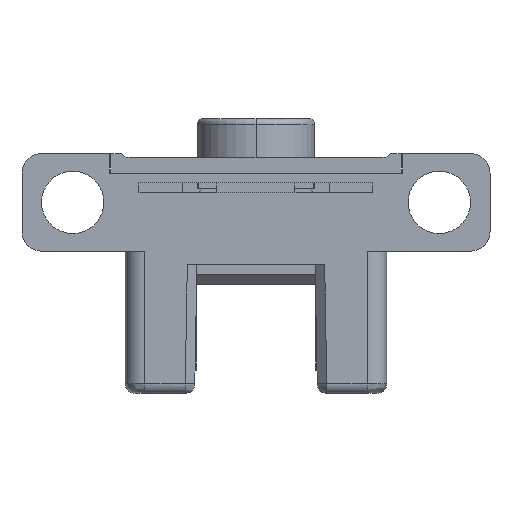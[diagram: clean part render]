
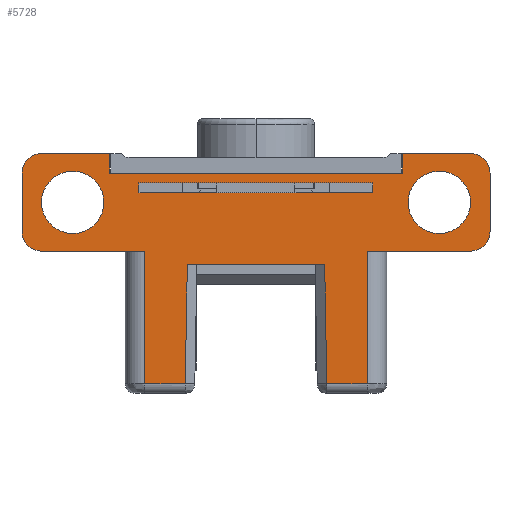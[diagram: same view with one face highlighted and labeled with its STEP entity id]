
A CAD part, front view. The second image highlights one B-rep face of the part: STEP entity #5728.
In plain terms, the highlighted planar face has unit normal (0, -1, 0).
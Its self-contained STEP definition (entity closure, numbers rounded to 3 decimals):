
#3059=DIRECTION('',(0.,0.,1.));
#3060=VECTOR('',#3059,1.);
#3061=CARTESIAN_POINT('',(7.5,-3.,5.2));
#3062=LINE('',#3061,#3060);
#3063=DIRECTION('',(1.,0.,0.));
#3064=VECTOR('',#3063,3.5);
#3065=CARTESIAN_POINT('',(7.5,-3.,6.2));
#3066=LINE('',#3065,#3064);
#3067=CARTESIAN_POINT('',(11.,-3.,5.2));
#3068=DIRECTION('',(0.,1.,0.));
#3069=DIRECTION('',(0.,0.,1.));
#3070=AXIS2_PLACEMENT_3D('',#3067,#3068,#3069);
#3072=DIRECTION('',(0.,0.,-1.));
#3073=VECTOR('',#3072,3.);
#3074=CARTESIAN_POINT('',(12.,-3.,5.2));
#3075=LINE('',#3074,#3073);
#3076=CARTESIAN_POINT('',(11.,-3.,2.2));
#3077=DIRECTION('',(0.,1.,0.));
#3078=DIRECTION('',(1.,0.,0.));
#3079=AXIS2_PLACEMENT_3D('',#3076,#3077,#3078);
#3081=DIRECTION('',(-0.017,0.,1.));
#3082=VECTOR('',#3081,6.101);
#3083=CARTESIAN_POINT('',(3.629,-3.,
-5.6));
#3084=LINE('',#3083,#3082);
#3085=DIRECTION('',(-1.,0.,0.));
#3086=VECTOR('',#3085,7.045);
#3087=CARTESIAN_POINT('',(3.523,-3.,0.5));
#3088=LINE('',#3087,#3086);
#3089=DIRECTION('',(-0.017,0.,-1.));
#3090=VECTOR('',#3089,6.101);
#3091=CARTESIAN_POINT('',(-3.523,-3.,0.5));
#3092=LINE('',#3091,#3090);
#3093=DIRECTION('',(-1.,0.,0.));
#3094=VECTOR('',#3093,5.3);
#3095=CARTESIAN_POINT('',(-5.7,-3.,1.2));
#3096=LINE('',#3095,#3094);
#3097=CARTESIAN_POINT('',(-11.,-3.,2.2));
#3098=DIRECTION('',(0.,1.,0.));
#3099=DIRECTION('',(0.,0.,-1.));
#3100=AXIS2_PLACEMENT_3D('',#3097,#3098,#3099);
#3102=CARTESIAN_POINT('',(-11.,-3.,5.2));
#3103=DIRECTION('',(0.,1.,0.));
#3104=DIRECTION('',(-1.,0.,0.));
#3105=AXIS2_PLACEMENT_3D('',#3102,#3103,#3104);
#3107=DIRECTION('',(1.,0.,0.));
#3108=VECTOR('',#3107,15.);
#3109=CARTESIAN_POINT('',(-7.5,-3.,5.2));
#3110=LINE('',#3109,#3108);
#3111=CARTESIAN_POINT('',(-9.4,-3.,3.7));
#3112=DIRECTION('',(0.,-1.,0.));
#3113=DIRECTION('',(-1.,0.,0.));
#3114=AXIS2_PLACEMENT_3D('',#3111,#3112,#3113);
#3116=CARTESIAN_POINT('',(-9.4,-3.,3.7));
#3117=DIRECTION('',(0.,-1.,0.));
#3118=DIRECTION('',(1.,0.,0.));
#3119=AXIS2_PLACEMENT_3D('',#3116,#3117,#3118);
#3121=DIRECTION('',(1.,0.,0.));
#3122=VECTOR('',#3121,12.);
#3123=CARTESIAN_POINT('',(-6.,-3.,4.2));
#3124=LINE('',#3123,#3122);
#3125=DIRECTION('',(0.,0.,1.));
#3126=VECTOR('',#3125,0.5);
#3127=CARTESIAN_POINT('',(6.,-3.,4.2));
#3128=LINE('',#3127,#3126);
#3129=DIRECTION('',(-1.,0.,0.));
#3130=VECTOR('',#3129,12.);
#3131=CARTESIAN_POINT('',(6.,-3.,4.7));
#3132=LINE('',#3131,#3130);
#3133=CARTESIAN_POINT('',(9.4,-3.,3.7));
#3134=DIRECTION('',(0.,-1.,0.));
#3135=DIRECTION('',(-1.,0.,0.));
#3136=AXIS2_PLACEMENT_3D('',#3133,#3134,#3135);
#3138=CARTESIAN_POINT('',(9.4,-3.,3.7));
#3139=DIRECTION('',(0.,-1.,0.));
#3140=DIRECTION('',(1.,0.,0.));
#3141=AXIS2_PLACEMENT_3D('',#3138,#3139,#3140);
#3247=DIRECTION('',(0.,0.,1.));
#3248=VECTOR('',#3247,1.);
#3249=CARTESIAN_POINT('',(-7.5,-3.,5.2));
#3250=LINE('',#3249,#3248);
#3255=DIRECTION('',(-1.,0.,0.));
#3256=VECTOR('',#3255,3.5);
#3257=CARTESIAN_POINT('',(-7.5,-3.,6.2));
#3258=LINE('',#3257,#3256);
#3267=DIRECTION('',(0.,0.,-1.));
#3268=VECTOR('',#3267,3.);
#3269=CARTESIAN_POINT('',(-12.,-3.,5.2));
#3270=LINE('',#3269,#3268);
#3320=DIRECTION('',(0.,0.,-1.));
#3321=VECTOR('',#3320,6.8);
#3322=CARTESIAN_POINT('',(-5.7,-3.,1.2));
#3323=LINE('',#3322,#3321);
#3343=DIRECTION('',(1.,0.,0.));
#3344=VECTOR('',#3343,2.071);
#3345=CARTESIAN_POINT('',(-5.7,-3.,-5.6));
#3346=LINE('',#3345,#3344);
#3505=DIRECTION('',(1.,0.,0.));
#3506=VECTOR('',#3505,2.071);
#3507=CARTESIAN_POINT('',(3.629,-3.,
-5.6));
#3508=LINE('',#3507,#3506);
#3538=DIRECTION('',(0.,0.,1.));
#3539=VECTOR('',#3538,6.8);
#3540=CARTESIAN_POINT('',(5.7,-3.,-5.6));
#3541=LINE('',#3540,#3539);
#3555=DIRECTION('',(1.,0.,0.));
#3556=VECTOR('',#3555,5.3);
#3557=CARTESIAN_POINT('',(5.7,-3.,1.2));
#3558=LINE('',#3557,#3556);
#4285=DIRECTION('',(0.,0.,1.));
#4286=VECTOR('',#4285,0.5);
#4287=CARTESIAN_POINT('',(-6.,-3.,4.2));
#4288=LINE('',#4287,#4286);
#5055=CARTESIAN_POINT('',(7.5,-3.,5.2));
#5056=CARTESIAN_POINT('',(7.5,-3.,6.2));
#5057=VERTEX_POINT('',#5055);
#5058=VERTEX_POINT('',#5056);
#5059=CARTESIAN_POINT('',(11.,-3.,6.2));
#5060=VERTEX_POINT('',#5059);
#5061=CARTESIAN_POINT('',(12.,-3.,5.2));
#5062=VERTEX_POINT('',#5061);
#5063=CARTESIAN_POINT('',(12.,-3.,2.2));
#5064=VERTEX_POINT('',#5063);
#5065=CARTESIAN_POINT('',(11.,-3.,1.2));
#5066=VERTEX_POINT('',#5065);
#5067=CARTESIAN_POINT('',(5.7,-3.,1.2));
#5068=VERTEX_POINT('',#5067);
#5069=CARTESIAN_POINT('',(5.7,-3.,-5.6));
#5070=VERTEX_POINT('',#5069);
#5071=CARTESIAN_POINT('',(3.629,-3.,
-5.6));
#5072=VERTEX_POINT('',#5071);
#5073=CARTESIAN_POINT('',(3.523,-3.,0.5));
#5074=VERTEX_POINT('',#5073);
#5075=CARTESIAN_POINT('',(-3.523,-3.,0.5));
#5076=VERTEX_POINT('',#5075);
#5077=CARTESIAN_POINT('',(-3.629,-3.,
-5.6));
#5078=VERTEX_POINT('',#5077);
#5079=CARTESIAN_POINT('',(-5.7,-3.,-5.6));
#5080=VERTEX_POINT('',#5079);
#5081=CARTESIAN_POINT('',(-5.7,-3.,1.2));
#5082=VERTEX_POINT('',#5081);
#5083=CARTESIAN_POINT('',(-11.,-3.,1.2));
#5084=VERTEX_POINT('',#5083);
#5085=CARTESIAN_POINT('',(-12.,-3.,2.2));
#5086=VERTEX_POINT('',#5085);
#5087=CARTESIAN_POINT('',(-12.,-3.,5.2));
#5088=VERTEX_POINT('',#5087);
#5089=CARTESIAN_POINT('',(-11.,-3.,6.2));
#5090=VERTEX_POINT('',#5089);
#5091=CARTESIAN_POINT('',(-7.5,-3.,6.2));
#5092=VERTEX_POINT('',#5091);
#5093=CARTESIAN_POINT('',(-7.5,-3.,5.2));
#5094=VERTEX_POINT('',#5093);
#5095=CARTESIAN_POINT('',(-11.,-3.,3.7));
#5096=CARTESIAN_POINT('',(-7.8,-3.,3.7));
#5097=VERTEX_POINT('',#5095);
#5098=VERTEX_POINT('',#5096);
#5099=CARTESIAN_POINT('',(-6.,-3.,4.2));
#5100=CARTESIAN_POINT('',(6.,-3.,4.2));
#5101=VERTEX_POINT('',#5099);
#5102=VERTEX_POINT('',#5100);
#5103=CARTESIAN_POINT('',(6.,-3.,4.7));
#5104=VERTEX_POINT('',#5103);
#5105=CARTESIAN_POINT('',(-6.,-3.,4.7));
#5106=VERTEX_POINT('',#5105);
#5107=CARTESIAN_POINT('',(7.8,-3.,3.7));
#5108=CARTESIAN_POINT('',(11.,-3.,3.7));
#5109=VERTEX_POINT('',#5107);
#5110=VERTEX_POINT('',#5108);
#5659=CARTESIAN_POINT('',(0.,-3.,3.7));
#5660=DIRECTION('',(0.,1.,0.));
#5661=DIRECTION('',(1.,0.,0.));
#5662=AXIS2_PLACEMENT_3D('',#5659,#5660,#5661);
#5663=PLANE('',#5662);
#5665=ORIENTED_EDGE('',*,*,#5664,.T.);
#5667=ORIENTED_EDGE('',*,*,#5666,.T.);
#5669=ORIENTED_EDGE('',*,*,#5668,.T.);
#5671=ORIENTED_EDGE('',*,*,#5670,.T.);
#5673=ORIENTED_EDGE('',*,*,#5672,.T.);
#5675=ORIENTED_EDGE('',*,*,#5674,.F.);
#5677=ORIENTED_EDGE('',*,*,#5676,.F.);
#5679=ORIENTED_EDGE('',*,*,#5678,.F.);
#5681=ORIENTED_EDGE('',*,*,#5680,.T.);
#5683=ORIENTED_EDGE('',*,*,#5682,.T.);
#5685=ORIENTED_EDGE('',*,*,#5684,.T.);
#5687=ORIENTED_EDGE('',*,*,#5686,.F.);
#5689=ORIENTED_EDGE('',*,*,#5688,.F.);
#5691=ORIENTED_EDGE('',*,*,#5690,.T.);
#5693=ORIENTED_EDGE('',*,*,#5692,.T.);
#5695=ORIENTED_EDGE('',*,*,#5694,.F.);
#5697=ORIENTED_EDGE('',*,*,#5696,.T.);
#5699=ORIENTED_EDGE('',*,*,#5698,.F.);
#5701=ORIENTED_EDGE('',*,*,#5700,.F.);
#5703=ORIENTED_EDGE('',*,*,#5702,.T.);
#5704=EDGE_LOOP('',(#5665,#5667,#5669,#5671,#5673,#5675,#5677,#5679,#5681,#5683,
#5685,#5687,#5689,#5691,#5693,#5695,#5697,#5699,#5701,#5703));
#5705=FACE_OUTER_BOUND('',#5704,.F.);
#5707=ORIENTED_EDGE('',*,*,#5706,.T.);
#5709=ORIENTED_EDGE('',*,*,#5708,.T.);
#5710=EDGE_LOOP('',(#5707,#5709));
#5711=FACE_BOUND('',#5710,.F.);
#5713=ORIENTED_EDGE('',*,*,#5712,.T.);
#5715=ORIENTED_EDGE('',*,*,#5714,.T.);
#5717=ORIENTED_EDGE('',*,*,#5716,.T.);
#5719=ORIENTED_EDGE('',*,*,#5718,.F.);
#5720=EDGE_LOOP('',(#5713,#5715,#5717,#5719));
#5721=FACE_BOUND('',#5720,.F.);
#5723=ORIENTED_EDGE('',*,*,#5722,.T.);
#5725=ORIENTED_EDGE('',*,*,#5724,.T.);
#5726=EDGE_LOOP('',(#5723,#5725));
#5727=FACE_BOUND('',#5726,.F.);
#3071=CIRCLE('',#3070,1.);
#3080=CIRCLE('',#3079,1.);
#3101=CIRCLE('',#3100,1.);
#3106=CIRCLE('',#3105,1.);
#3115=CIRCLE('',#3114,1.6);
#3120=CIRCLE('',#3119,1.6);
#3137=CIRCLE('',#3136,1.6);
#3142=CIRCLE('',#3141,1.6);
#5664=EDGE_CURVE('',#5057,#5058,#3062,.T.);
#5666=EDGE_CURVE('',#5058,#5060,#3066,.T.);
#5668=EDGE_CURVE('',#5060,#5062,#3071,.T.);
#5670=EDGE_CURVE('',#5062,#5064,#3075,.T.);
#5672=EDGE_CURVE('',#5064,#5066,#3080,.T.);
#5674=EDGE_CURVE('',#5068,#5066,#3558,.T.);
#5676=EDGE_CURVE('',#5070,#5068,#3541,.T.);
#5678=EDGE_CURVE('',#5072,#5070,#3508,.T.);
#5680=EDGE_CURVE('',#5072,#5074,#3084,.T.);
#5682=EDGE_CURVE('',#5074,#5076,#3088,.T.);
#5684=EDGE_CURVE('',#5076,#5078,#3092,.T.);
#5686=EDGE_CURVE('',#5080,#5078,#3346,.T.);
#5688=EDGE_CURVE('',#5082,#5080,#3323,.T.);
#5690=EDGE_CURVE('',#5082,#5084,#3096,.T.);
#5692=EDGE_CURVE('',#5084,#5086,#3101,.T.);
#5694=EDGE_CURVE('',#5088,#5086,#3270,.T.);
#5696=EDGE_CURVE('',#5088,#5090,#3106,.T.);
#5698=EDGE_CURVE('',#5092,#5090,#3258,.T.);
#5700=EDGE_CURVE('',#5094,#5092,#3250,.T.);
#5702=EDGE_CURVE('',#5094,#5057,#3110,.T.);
#5706=EDGE_CURVE('',#5097,#5098,#3115,.T.);
#5708=EDGE_CURVE('',#5098,#5097,#3120,.T.);
#5712=EDGE_CURVE('',#5101,#5102,#3124,.T.);
#5714=EDGE_CURVE('',#5102,#5104,#3128,.T.);
#5716=EDGE_CURVE('',#5104,#5106,#3132,.T.);
#5718=EDGE_CURVE('',#5101,#5106,#4288,.T.);
#5722=EDGE_CURVE('',#5109,#5110,#3137,.T.);
#5724=EDGE_CURVE('',#5110,#5109,#3142,.T.);
#5728=ADVANCED_FACE('',(#5705,#5711,#5721,#5727),#5663,.F.);
